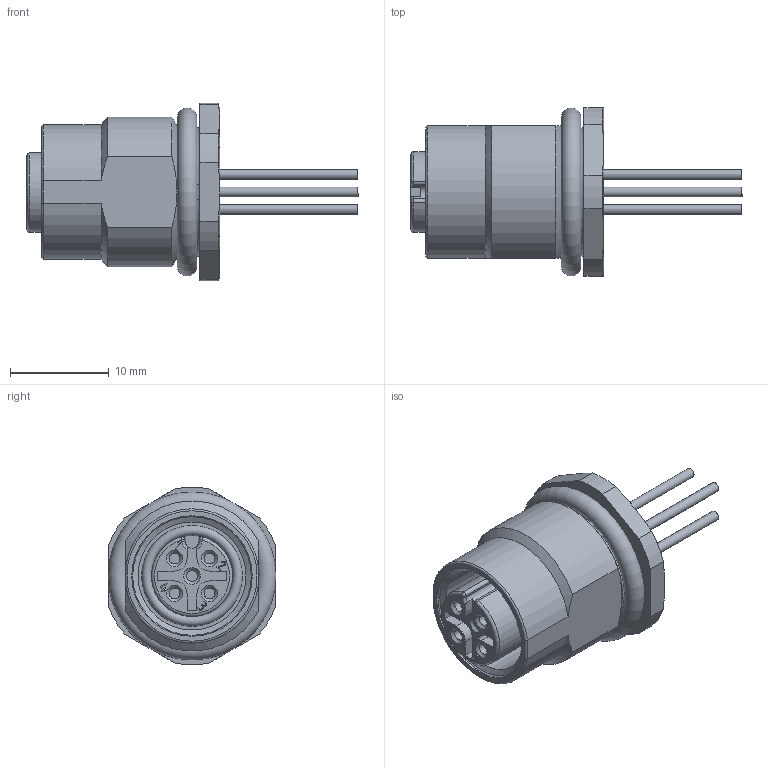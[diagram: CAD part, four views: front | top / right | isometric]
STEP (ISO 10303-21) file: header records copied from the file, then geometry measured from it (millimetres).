
FILE_DESCRIPTION(/* description */ (''),/* implementation_level */ '2;1');
FILE_NAME(/* name */ '09-3442-XXX-05-003_01.stp',/* time_stamp */ '2014-03-31T14:59:23+02:00',/* author */ (''),/* organization */ (''),/* preprocessor_version */ 'ST-DEVELOPER v14',/* originating_system */ 'SIEMENS PLM Software NX 8.0',/* authorisation */ '');
FILE_SCHEMA (('AP203_CONFIGURATION_CONTROLLED_3D_DESIGN_OF_MECHANICAL_PARTS_AND_ASSEMBLIES_MIM_LF { 1 0 10303 403 2 1 2}'));
Length unit declared in the file: millimetre
Products named in the file (1): umae126C67FBafnh
Bounding box: 33.6 x 17 x 17.96 mm (x, y, z)
Volume: 2414.6 mm3; surface area: 3101.4 mm2
Topology: 3 solids, 3 shells, 359 faces, 944 edges, 611 vertices
Faces by surface type: plane 150, extrusion 101, cylinder 66, cone 19, torus 13, sphere 6, bspline 4
Full cylindrical faces by diameter (mm): 1 x5, 1.1 x5, 1.7 x5, 2 x4, 2.95 x1, 7.5 x1, 8.2 x1, 10.917 x1, 11 x1, 12.2 x1
Entity records: 11461 total; most frequent: CARTESIAN_POINT 3158, ORIENTED_EDGE 1756, DIRECTION 1427, EDGE_CURVE 878, VERTEX_POINT 591, VECTOR 541, AXIS2_PLACEMENT_3D 443, LINE 440
